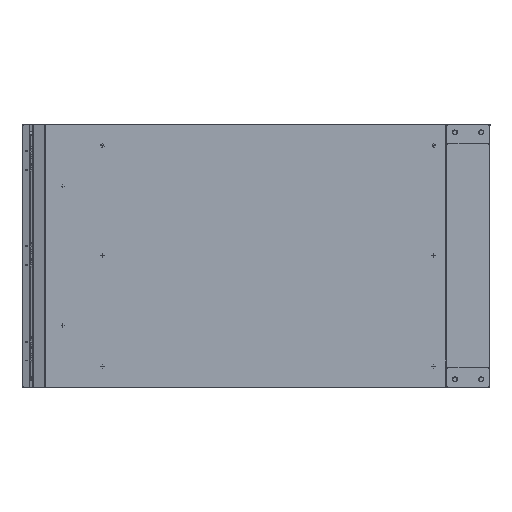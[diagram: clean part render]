
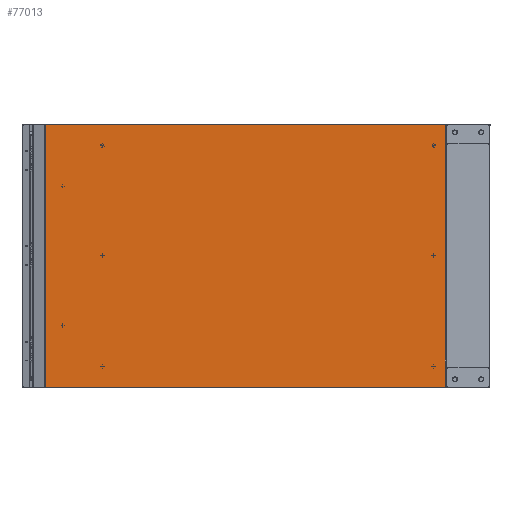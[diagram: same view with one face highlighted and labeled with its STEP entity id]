
A CAD part, left-side view. The second image highlights one B-rep face of the part: STEP entity #77013.
In plain terms, the highlighted planar face has unit normal (-1, 0, 0).
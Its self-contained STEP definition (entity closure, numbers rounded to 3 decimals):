
#8615=FACE_OUTER_BOUND('',#13266,.T.);
#13266=EDGE_LOOP('',(#48948,#48949,#48950,#48951,#48952,#48953,#48954,#48955));
#20034=LINE('',#110353,#25779);
#20035=LINE('',#110355,#25780);
#20036=LINE('',#110357,#25781);
#20037=LINE('',#110359,#25782);
#20038=LINE('',#110361,#25783);
#20039=LINE('',#110363,#25784);
#20040=LINE('',#110365,#25785);
#20041=LINE('',#110366,#25786);
#25779=VECTOR('',#89377,10.);
#25780=VECTOR('',#89378,10.);
#25781=VECTOR('',#89379,10.);
#25782=VECTOR('',#89380,0.929);
#25783=VECTOR('',#89381,910.811);
#25784=VECTOR('',#89382,596.859);
#25785=VECTOR('',#89383,910.811);
#25786=VECTOR('',#89384,0.929);
#31547=VERTEX_POINT('',#110351);
#31548=VERTEX_POINT('',#110352);
#31549=VERTEX_POINT('',#110354);
#31550=VERTEX_POINT('',#110356);
#31551=VERTEX_POINT('',#110358);
#31552=VERTEX_POINT('',#110360);
#31553=VERTEX_POINT('',#110362);
#31554=VERTEX_POINT('',#110364);
#38806=EDGE_CURVE('',#31547,#31548,#20034,.T.);
#38807=EDGE_CURVE('',#31549,#31548,#20035,.T.);
#38808=EDGE_CURVE('',#31550,#31549,#20036,.T.);
#38809=EDGE_CURVE('',#31550,#31551,#20037,.T.);
#38810=EDGE_CURVE('',#31552,#31551,#20038,.T.);
#38811=EDGE_CURVE('',#31553,#31552,#20039,.T.);
#38812=EDGE_CURVE('',#31554,#31553,#20040,.T.);
#38813=EDGE_CURVE('',#31547,#31554,#20041,.T.);
#48948=ORIENTED_EDGE('',*,*,#38806,.T.);
#48949=ORIENTED_EDGE('',*,*,#38807,.F.);
#48950=ORIENTED_EDGE('',*,*,#38808,.F.);
#48951=ORIENTED_EDGE('',*,*,#38809,.T.);
#48952=ORIENTED_EDGE('',*,*,#38810,.F.);
#48953=ORIENTED_EDGE('',*,*,#38811,.F.);
#48954=ORIENTED_EDGE('',*,*,#38812,.F.);
#48955=ORIENTED_EDGE('',*,*,#38813,.F.);
#69135=PLANE('',#82024);
#77013=ADVANCED_FACE('',(#8615),#69135,.F.);
#82024=AXIS2_PLACEMENT_3D('',#110350,#89375,#89376);
#89375=DIRECTION('center_axis',(1.,0.,0.));
#89376=DIRECTION('ref_axis',(0.,0.,
-1.));
#89377=DIRECTION('',(0.,1.,0.));
#89378=DIRECTION('',(0.,0.,1.));
#89379=DIRECTION('',(0.,1.,0.));
#89380=DIRECTION('',(0.,0.,-1.));
#89381=DIRECTION('',(0.,1.,0.));
#89382=DIRECTION('',(0.,0.,-1.));
#89383=DIRECTION('',(0.,-1.,0.));
#89384=DIRECTION('',(0.,0.,1.));
#110350=CARTESIAN_POINT('Origin',(0.,-465.295,
0.));
#110351=CARTESIAN_POINT('',(0.,444.866,297.5));
#110352=CARTESIAN_POINT('',(0.,445.307,297.5));
#110353=CARTESIAN_POINT('',(0.,-9.787,297.5));
#110354=CARTESIAN_POINT('',(0.,445.307,-297.5));
#110355=CARTESIAN_POINT('',(0.,445.307,0.));
#110356=CARTESIAN_POINT('',(0.,444.866,-297.5));
#110357=CARTESIAN_POINT('',(0.,-10.044,-297.5));
#110358=CARTESIAN_POINT('',(0.,444.866,-298.429));
#110359=CARTESIAN_POINT('',(0.,444.866,-297.16));
#110360=CARTESIAN_POINT('',(0.,-465.945,-298.429));
#110361=CARTESIAN_POINT('',(0.,-237.267,-298.429));
#110362=CARTESIAN_POINT('',(0.,-465.945,298.429));
#110363=CARTESIAN_POINT('',(0.,-465.945,298.429));
#110364=CARTESIAN_POINT('',(0.,444.866,298.429));
#110365=CARTESIAN_POINT('',(0.,-464.645,298.429));
#110366=CARTESIAN_POINT('',(0.,444.866,297.16));
